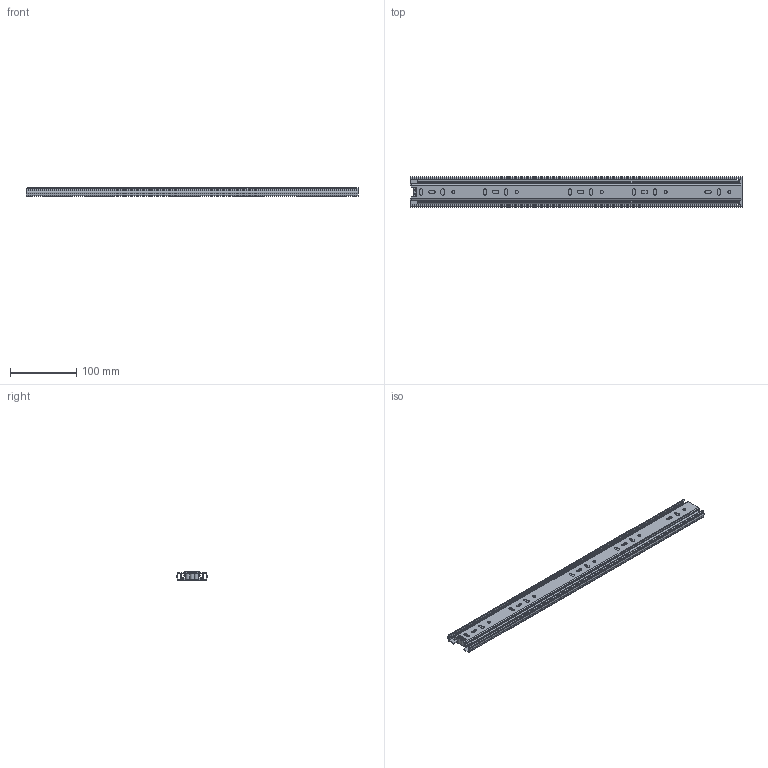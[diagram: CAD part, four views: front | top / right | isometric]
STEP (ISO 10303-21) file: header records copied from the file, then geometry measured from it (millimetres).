
FILE_DESCRIPTION (( 'STEP AP214' ), '1' );
FILE_NAME ('F000803-CLOSED_3D.step', '2022-06-06T12:51:23', ( '' ), ( '' ), 'SwSTEP 2.0', 'SolidWorks 2020', '' );
FILE_SCHEMA (( 'AUTOMOTIVE_DESIGN' ));
Length unit declared in the file: millimetre
Products named in the file (5): NB55-VNITRNI-500; F000803-CLOSED_3D; Doraz; NB55-VNEJSI-500; NB55-STREDNI-500
Assembly tree (4 placements, depth 2):
  F000803-CLOSED_3D
    NB55-VNEJSI-500
    NB55-VNITRNI-500
    NB55-STREDNI-500
    Doraz
Bounding box: 500 x 45.7 x 12.7 mm (x, y, z)
Volume: 95085.3 mm3; surface area: 155939.7 mm2
Topology: 4 solids, 4 shells, 362 faces, 1062 edges, 708 vertices
Faces by surface type: plane 164, cylinder 134, bspline 64
Entity records: 12796 total; most frequent: CARTESIAN_POINT 2971, ORIENTED_EDGE 2124, DIRECTION 1812, EDGE_CURVE 1062, VERTEX_POINT 708, LINE 666, VECTOR 666, AXIS2_PLACEMENT_3D 573
